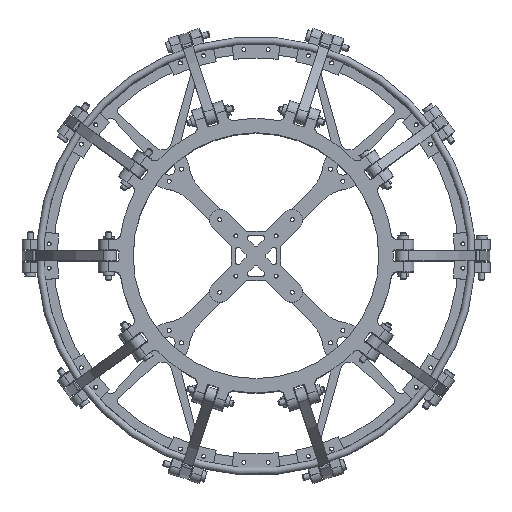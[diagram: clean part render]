
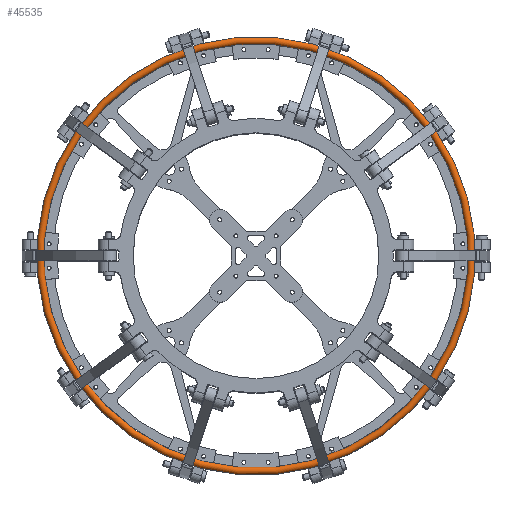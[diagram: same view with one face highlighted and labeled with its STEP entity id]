
A CAD part, top view. The second image highlights one B-rep face of the part: STEP entity #45535.
In plain terms, the highlighted toroidal (fillet/blend) face has major radius 107.05 mm and minor radius 1.8 mm.
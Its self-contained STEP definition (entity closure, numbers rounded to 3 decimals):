
#45535 = ADVANCED_FACE('',(#45536),#45556,.T.);
#45536 = FACE_BOUND('',#45537,.T.);
#45537 = EDGE_LOOP('',(#45538,#45547,#45554,#45555));
#45538 = ORIENTED_EDGE('',*,*,#45539,.F.);
#45539 = EDGE_CURVE('',#45540,#45540,#45542,.T.);
#45540 = VERTEX_POINT('',#45541);
#45541 = CARTESIAN_POINT('',(-9.835,108.405,
    40.721));
#45542 = CIRCLE('',#45543,1.8);
#45543 = AXIS2_PLACEMENT_3D('',#45544,#45545,#45546);
#45544 = CARTESIAN_POINT('',(-9.672,106.612,
    40.721));
#45545 = DIRECTION('',(-0.996,-0.09,
    0.));
#45546 = DIRECTION('',(-0.09,0.996,
    0.));
#45547 = ORIENTED_EDGE('',*,*,#45548,.T.);
#45548 = EDGE_CURVE('',#45540,#45540,#45549,.T.);
#45549 = CIRCLE('',#45550,108.85);
#45550 = AXIS2_PLACEMENT_3D('',#45551,#45552,#45553);
#45551 = CARTESIAN_POINT('',(0.,0.,
    40.721));
#45552 = DIRECTION('',(0.,0.,-1.));
#45553 = DIRECTION('',(-0.09,0.996,
    0.));
#45554 = ORIENTED_EDGE('',*,*,#45539,.T.);
#45555 = ORIENTED_EDGE('',*,*,#45548,.F.);
#45556 = TOROIDAL_SURFACE('',#45557,107.05,1.8);
#45557 = AXIS2_PLACEMENT_3D('',#45558,#45559,#45560);
#45558 = CARTESIAN_POINT('',(0.,0.,
    40.721));
#45559 = DIRECTION('',(0.,0.,-1.));
#45560 = DIRECTION('',(-0.09,0.996,
    0.));
